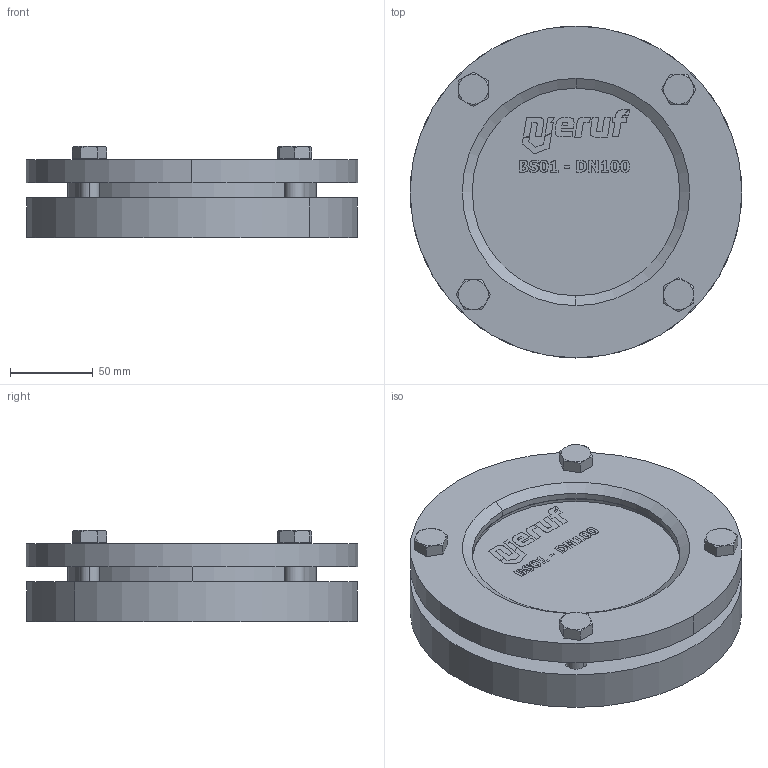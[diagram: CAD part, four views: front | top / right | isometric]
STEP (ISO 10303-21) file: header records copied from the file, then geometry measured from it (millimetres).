
FILE_DESCRIPTION (( 'STEP AP214' ), '1' );
FILE_NAME ('BS01_11_Behälter-Schauglas.STEP', '2020-06-30T13:07:10', ( '' ), ( '' ), 'SwSTEP 2.0', 'SolidWorks 2020', '' );
FILE_SCHEMA (( 'AUTOMOTIVE_DESIGN' ));
Length unit declared in the file: millimetre
Products named in the file (6): BS01-01-11_Grundflansch; DIN 7990_M12x35_DIN 7990 - M12 x 35-WN; BS01-02-11_Deckelflansch; BS01_11_Behälter-Schauglas; BS02-03-11_Flachdichtung; BS01-03-11_Glasplatte
Assembly tree (9 placements, depth 2):
  BS01_11_Behälter-Schauglas
    BS01-01-11_Grundflansch
    BS01-02-11_Deckelflansch
    BS02-03-11_Flachdichtung  x2
    BS01-03-11_Glasplatte
    DIN 7990_M12x35_DIN 7990 - M12 x 35-WN  x4
Bounding box: 200 x 200 x 55 mm (x, y, z)
Volume: 908289.7 mm3; surface area: 193849.8 mm2
Topology: 9 solids, 9 shells, 414 faces, 1027 edges, 670 vertices
Faces by surface type: plane 200, cylinder 92, bspline 78, cone 44
Entity records: 14031 total; most frequent: CARTESIAN_POINT 5727, ORIENTED_EDGE 1754, DIRECTION 1433, EDGE_CURVE 877, VERTEX_POINT 578, LINE 537, VECTOR 537, AXIS2_PLACEMENT_3D 448
